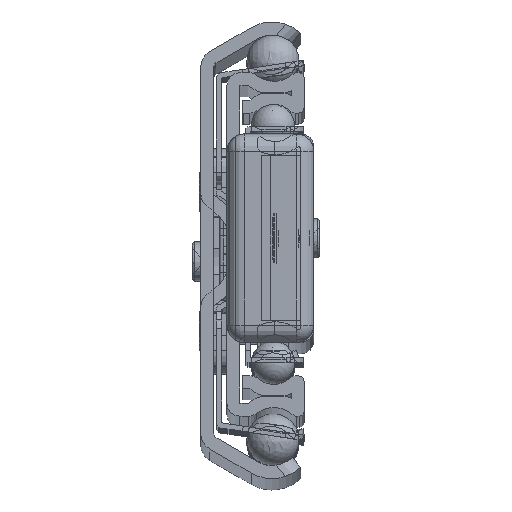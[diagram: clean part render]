
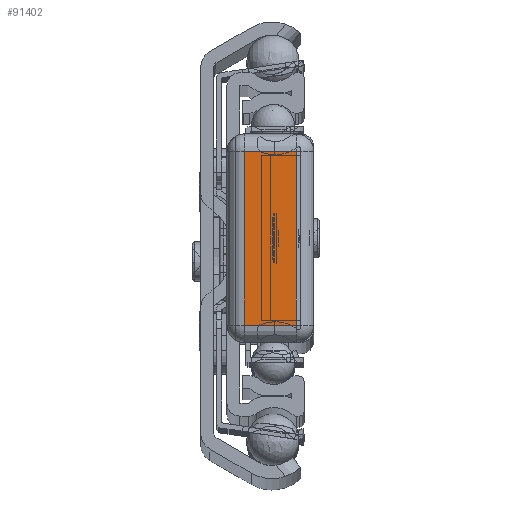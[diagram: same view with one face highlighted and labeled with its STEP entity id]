
A CAD part, top view. The second image highlights one B-rep face of the part: STEP entity #91402.
In plain terms, the highlighted planar face has unit normal (0, 0, 1).
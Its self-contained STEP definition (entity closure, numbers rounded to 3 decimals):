
#5446=PLANE('',#96765);
#8928=FACE_OUTER_BOUND('',#13626,.T.);
#13626=EDGE_LOOP('',(#60525,#60526,#60527,#60528));
#18598=LINE('',#129899,#25104);
#18600=LINE('',#129907,#25106);
#18602=LINE('',#129917,#25108);
#18604=LINE('',#129926,#25110);
#25104=VECTOR('',#106101,10.);
#25106=VECTOR('',#106109,10.);
#25108=VECTOR('',#106121,10.);
#25110=VECTOR('',#106133,10.);
#35214=VERTEX_POINT('',#129896);
#35215=VERTEX_POINT('',#129898);
#35218=VERTEX_POINT('',#129906);
#35221=VERTEX_POINT('',#129916);
#45062=EDGE_CURVE('',#35214,#35215,#18598,.T.);
#45066=EDGE_CURVE('',#35215,#35218,#18600,.T.);
#45071=EDGE_CURVE('',#35218,#35221,#18602,.T.);
#45076=EDGE_CURVE('',#35221,#35214,#18604,.T.);
#60525=ORIENTED_EDGE('',*,*,#45062,.F.);
#60526=ORIENTED_EDGE('',*,*,#45076,.F.);
#60527=ORIENTED_EDGE('',*,*,#45071,.F.);
#60528=ORIENTED_EDGE('',*,*,#45066,.F.);
#91402=ADVANCED_FACE('',(#8928),#5446,.T.);
#96765=AXIS2_PLACEMENT_3D('',#129940,#106155,#106156);
#106101=DIRECTION('',(0.,1.,0.));
#106109=DIRECTION('',(1.,0.,0.));
#106121=DIRECTION('',(0.,-1.,0.));
#106133=DIRECTION('',(-1.,0.,0.));
#106155=DIRECTION('center_axis',(0.,0.,
1.));
#106156=DIRECTION('ref_axis',(-1.,0.,0.));
#129896=CARTESIAN_POINT('',(-3.2,-10.,1175.));
#129898=CARTESIAN_POINT('',(-3.2,10.,1175.));
#129899=CARTESIAN_POINT('',(-3.2,-5.,1175.));
#129906=CARTESIAN_POINT('',(2.8,10.,1175.));
#129907=CARTESIAN_POINT('',(-1.7,10.,1175.));
#129916=CARTESIAN_POINT('',(2.8,-10.,1175.));
#129917=CARTESIAN_POINT('',(2.8,5.,1175.));
#129926=CARTESIAN_POINT('',(1.3,-10.,1175.));
#129940=CARTESIAN_POINT('Origin',(-0.2,0.,
1175.));
